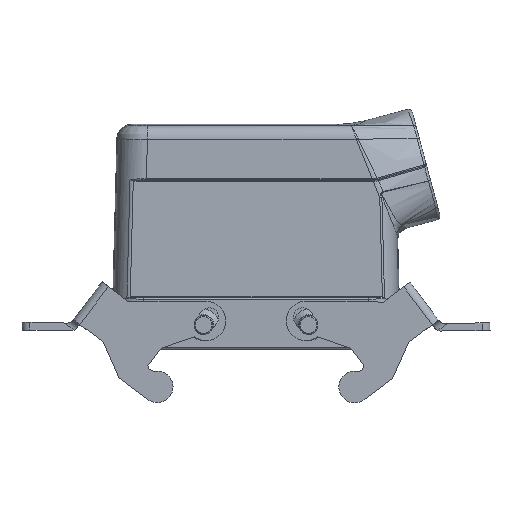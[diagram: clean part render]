
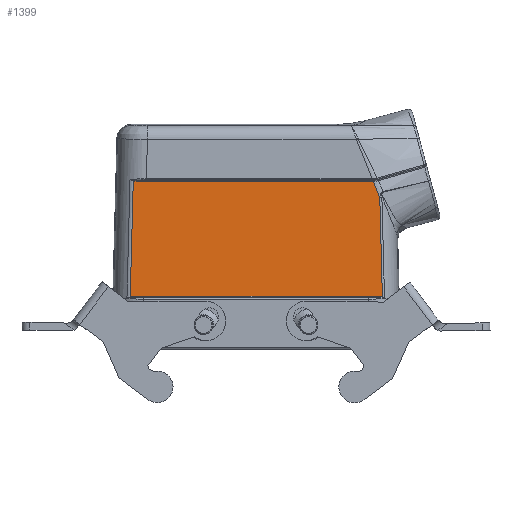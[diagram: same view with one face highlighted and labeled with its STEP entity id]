
A CAD part, front view. The second image highlights one B-rep face of the part: STEP entity #1399.
In plain terms, the highlighted planar face has unit normal (0, -1, 0.015).
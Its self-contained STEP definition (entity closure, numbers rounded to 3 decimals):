
#1306=CARTESIAN_POINT('',(36.3,-20.497,4.027));
#1307=DIRECTION('',(0.0,-1.,0.015));
#1308=DIRECTION('',(0.0,-0.015,-1.));
#1309=AXIS2_PLACEMENT_3D('',#1306,#1307,#1308);
#1310=PLANE('',#1309);
#1311=CARTESIAN_POINT('',(29.693,-20.063,33.419));
#1312=VERTEX_POINT('',#1311);
#1313=CARTESIAN_POINT('',(-30.398,-20.063,33.419));
#1314=VERTEX_POINT('',#1313);
#1315=CARTESIAN_POINT('',(29.693,-20.063,33.419));
#1316=DIRECTION('',(-1.0,0.0,0.0));
#1317=VECTOR('',#1316,60.091);
#1318=LINE('',#1315,#1317);
#1319=EDGE_CURVE('',#1312,#1314,#1318,.T.);
#1320=ORIENTED_EDGE('',*,*,#1319,.T.);
#1321=CARTESIAN_POINT('',(-31.103,-20.062,33.5));
#1322=VERTEX_POINT('',#1321);
#1323=CARTESIAN_POINT('',(-30.398,-20.063,33.419));
#1324=CARTESIAN_POINT('',(-30.636,-20.063,33.419));
#1325=CARTESIAN_POINT('',(-30.873,-20.063,33.434));
#1326=CARTESIAN_POINT('',(-31.103,-20.062,33.5));
#1327=QUASI_UNIFORM_CURVE('',3,(#1323,#1324,#1325,#1326),.UNSPECIFIED.,.F.,.U.);
#1328=EDGE_CURVE('',#1314,#1322,#1327,.T.);
#1329=ORIENTED_EDGE('',*,*,#1328,.T.);
#1330=CARTESIAN_POINT('',(-31.863,-20.495,4.205));
#1331=VERTEX_POINT('',#1330);
#1332=CARTESIAN_POINT('',(-31.103,-20.062,33.5));
#1333=DIRECTION('',(-0.026,-0.015,-1.));
#1334=VECTOR('',#1333,29.308);
#1335=LINE('',#1332,#1334);
#1336=EDGE_CURVE('',#1322,#1331,#1335,.T.);
#1337=ORIENTED_EDGE('',*,*,#1336,.T.);
#1338=CARTESIAN_POINT('',(-31.218,-20.494,4.275));
#1339=VERTEX_POINT('',#1338);
#1340=CARTESIAN_POINT('',(-31.863,-20.495,4.205));
#1341=CARTESIAN_POINT('',(-31.654,-20.494,4.26));
#1342=CARTESIAN_POINT('',(-31.434,-20.494,4.275));
#1343=CARTESIAN_POINT('',(-31.218,-20.494,4.275));
#1344=QUASI_UNIFORM_CURVE('',3,(#1340,#1341,#1342,#1343),.UNSPECIFIED.,.F.,.U.);
#1345=EDGE_CURVE('',#1331,#1339,#1344,.T.);
#1346=ORIENTED_EDGE('',*,*,#1345,.T.);
#1347=CARTESIAN_POINT('',(31.218,-20.494,4.275));
#1348=VERTEX_POINT('',#1347);
#1349=CARTESIAN_POINT('',(-31.218,-20.494,4.275));
#1350=DIRECTION('',(1.0,0.0,0.0));
#1351=VECTOR('',#1350,62.435);
#1352=LINE('',#1349,#1351);
#1353=EDGE_CURVE('',#1339,#1348,#1352,.T.);
#1354=ORIENTED_EDGE('',*,*,#1353,.T.);
#1355=CARTESIAN_POINT('',(32.012,-20.495,4.157));
#1356=VERTEX_POINT('',#1355);
#1357=CARTESIAN_POINT('',(31.218,-20.494,4.275));
#1358=CARTESIAN_POINT('',(31.317,-20.494,4.275));
#1359=CARTESIAN_POINT('',(31.417,-20.494,4.271));
#1360=CARTESIAN_POINT('',(31.516,-20.494,4.263));
#1361=CARTESIAN_POINT('',(31.684,-20.494,4.248));
#1362=CARTESIAN_POINT('',(31.854,-20.494,4.219));
#1363=CARTESIAN_POINT('',(32.012,-20.495,4.157));
#1364=B_SPLINE_CURVE_WITH_KNOTS('',3,(#1357,#1358,#1359,#1360,#1361,#1362,#1363),.UNSPECIFIED.,.F.,.U.,(4,3,4),(0.0,0.369,1.0),.UNSPECIFIED.);
#1365=EDGE_CURVE('',#1348,#1356,#1364,.T.);
#1366=ORIENTED_EDGE('',*,*,#1365,.T.);
#1367=CARTESIAN_POINT('',(31.36,-20.124,29.273));
#1368=VERTEX_POINT('',#1367);
#1369=CARTESIAN_POINT('',(32.012,-20.495,4.157));
#1370=DIRECTION('',(-0.026,0.015,1.));
#1371=VECTOR('',#1370,25.127);
#1372=LINE('',#1369,#1371);
#1373=EDGE_CURVE('',#1356,#1368,#1372,.T.);
#1374=ORIENTED_EDGE('',*,*,#1373,.T.);
#1375=CARTESIAN_POINT('',(31.36,-20.124,29.273));
#1376=CARTESIAN_POINT('',(31.336,-20.123,29.335));
#1377=CARTESIAN_POINT('',(31.313,-20.122,29.397));
#1378=CARTESIAN_POINT('',(31.289,-20.122,29.459));
#1379=CARTESIAN_POINT('',(31.131,-20.116,29.869));
#1380=CARTESIAN_POINT('',(30.973,-20.109,30.279));
#1381=CARTESIAN_POINT('',(30.813,-20.103,30.688));
#1382=CARTESIAN_POINT('',(30.726,-20.1,30.91));
#1383=CARTESIAN_POINT('',(30.638,-20.097,31.133));
#1384=CARTESIAN_POINT('',(30.549,-20.094,31.355));
#1385=CARTESIAN_POINT('',(30.475,-20.091,31.54));
#1386=CARTESIAN_POINT('',(30.4,-20.088,31.726));
#1387=CARTESIAN_POINT('',(30.324,-20.085,31.911));
#1388=CARTESIAN_POINT('',(30.169,-20.08,32.29));
#1389=CARTESIAN_POINT('',(30.011,-20.074,32.669));
#1390=CARTESIAN_POINT('',(29.852,-20.069,33.046));
#1391=CARTESIAN_POINT('',(29.799,-20.067,33.171));
#1392=CARTESIAN_POINT('',(29.746,-20.065,33.295));
#1393=CARTESIAN_POINT('',(29.693,-20.063,33.419));
#1394=B_SPLINE_CURVE_WITH_KNOTS('',3,(#1375,#1376,#1377,#1378,#1379,#1380,#1381,#1382,#1383,#1384,#1385,#1386,#1387,#1388,#1389,#1390,#1391,#1392,#1393),.UNSPECIFIED.,.F.,.U.,(4,3,3,3,3,3,4),(0.,0.045,0.339,0.5,0.634,0.909,1.0),.UNSPECIFIED.);
#1395=EDGE_CURVE('',#1368,#1312,#1394,.T.);
#1396=ORIENTED_EDGE('',*,*,#1395,.T.);
#1397=EDGE_LOOP('',(#1320,#1329,#1337,#1346,#1354,#1366,#1374,#1396));
#1398=FACE_OUTER_BOUND('',#1397,.T.);
#1399=ADVANCED_FACE('',(#1398),#1310,.T.);
